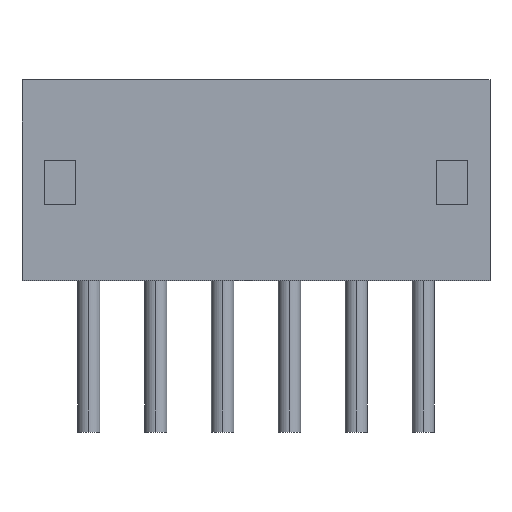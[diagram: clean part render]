
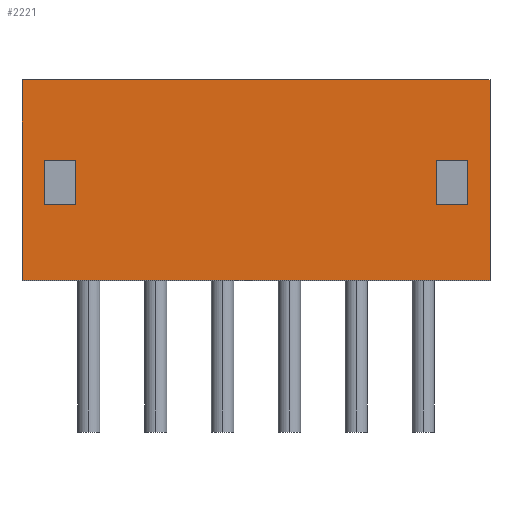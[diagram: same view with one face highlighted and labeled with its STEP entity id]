
A CAD part, top view. The second image highlights one B-rep face of the part: STEP entity #2221.
In plain terms, the highlighted planar face has unit normal (0, 0, 1).
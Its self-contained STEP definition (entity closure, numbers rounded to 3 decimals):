
#318 = DIRECTION ( 'NONE',  ( 0., -1., 0. ) ) ;
#319 = VECTOR ( 'NONE', #318, 1000. ) ;
#320 = CARTESIAN_POINT ( 'NONE',  ( 4.05, 2.7, 0. ) ) ;
#321 = LINE ( 'NONE', #320, #319 ) ;
#368 = VECTOR ( 'NONE', #465, 1000. ) ;
#369 = CARTESIAN_POINT ( 'NONE',  ( 4.75, 2.7, 0. ) ) ;
#370 = LINE ( 'NONE', #369, #368 ) ;
#371 = CARTESIAN_POINT ( 'NONE',  ( 4.75, 2.7, 0. ) ) ;
#372 = DIRECTION ( 'NONE',  ( -1., 0., 0. ) ) ;
#373 = VECTOR ( 'NONE', #372, 1000. ) ;
#374 = CARTESIAN_POINT ( 'NONE',  ( 4.75, 2.7, 0. ) ) ;
#375 = LINE ( 'NONE', #374, #373 ) ;
#376 = CARTESIAN_POINT ( 'NONE',  ( 4.05, 1.7, 0. ) ) ;
#377 = CARTESIAN_POINT ( 'NONE',  ( 4.05, 2.7, 0. ) ) ;
#378 = DIRECTION ( 'NONE',  ( -1., 0., 0. ) ) ;
#379 = VECTOR ( 'NONE', #378, 1000. ) ;
#380 = CARTESIAN_POINT ( 'NONE',  ( 5.25, 4.5, 0. ) ) ;
#381 = LINE ( 'NONE', #380, #379 ) ;
#382 = CARTESIAN_POINT ( 'NONE',  ( -5.25, 4.5, 0. ) ) ;
#449 = CARTESIAN_POINT ( 'NONE',  ( -4.75, 1.7, 0. ) ) ;
#450 = DIRECTION ( 'NONE',  ( 1., 0., 0. ) ) ;
#451 = VECTOR ( 'NONE', #450, 1000. ) ;
#452 = CARTESIAN_POINT ( 'NONE',  ( -4.75, 1.7, 0. ) ) ;
#453 = LINE ( 'NONE', #452, #451 ) ;
#454 = CARTESIAN_POINT ( 'NONE',  ( -4.05, 2.7, 0. ) ) ;
#455 = CARTESIAN_POINT ( 'NONE',  ( -4.05, 1.7, 0. ) ) ;
#456 = DIRECTION ( 'NONE',  ( 0., 1., 0. ) ) ;
#457 = VECTOR ( 'NONE', #456, 1000. ) ;
#458 = CARTESIAN_POINT ( 'NONE',  ( -4.05, 2.7, 0. ) ) ;
#459 = LINE ( 'NONE', #458, #457 ) ;
#460 = DIRECTION ( 'NONE',  ( 1., 0., 0. ) ) ;
#461 = VECTOR ( 'NONE', #460, 1000. ) ;
#462 = CARTESIAN_POINT ( 'NONE',  ( 4.75, 1.7, 0. ) ) ;
#463 = LINE ( 'NONE', #462, #461 ) ;
#464 = CARTESIAN_POINT ( 'NONE',  ( 4.75, 1.7, 0. ) ) ;
#465 = DIRECTION ( 'NONE',  ( 0., 1., 0. ) ) ;
#505 = DIRECTION ( 'NONE',  ( 0., -1., 0. ) ) ;
#506 = VECTOR ( 'NONE', #505, 1000. ) ;
#507 = CARTESIAN_POINT ( 'NONE',  ( 5.25, 0., 0. ) ) ;
#508 = LINE ( 'NONE', #507, #506 ) ;
#509 = CARTESIAN_POINT ( 'NONE',  ( 5.25, 0., 0. ) ) ;
#510 = DIRECTION ( 'NONE',  ( -1., 0., 0. ) ) ;
#511 = VECTOR ( 'NONE', #510, 1000. ) ;
#512 = CARTESIAN_POINT ( 'NONE',  ( 5.25, 0., 0. ) ) ;
#513 = LINE ( 'NONE', #512, #511 ) ;
#514 = CARTESIAN_POINT ( 'NONE',  ( -5.25, 0., 0. ) ) ;
#515 = DIRECTION ( 'NONE',  ( 0., -1., 0. ) ) ;
#516 = VECTOR ( 'NONE', #515, 1000. ) ;
#517 = CARTESIAN_POINT ( 'NONE',  ( -5.25, 0., 0. ) ) ;
#518 = LINE ( 'NONE', #517, #516 ) ;
#519 = DIRECTION ( 'NONE',  ( -1., 0., 0. ) ) ;
#520 = VECTOR ( 'NONE', #519, 1000. ) ;
#521 = CARTESIAN_POINT ( 'NONE',  ( -4.75, 2.7, 0. ) ) ;
#522 = LINE ( 'NONE', #521, #520 ) ;
#523 = CARTESIAN_POINT ( 'NONE',  ( -4.75, 2.7, 0. ) ) ;
#524 = DIRECTION ( 'NONE',  ( 0., -1., 0. ) ) ;
#525 = VECTOR ( 'NONE', #524, 1000. ) ;
#526 = CARTESIAN_POINT ( 'NONE',  ( -4.75, 2.7, 0. ) ) ;
#527 = LINE ( 'NONE', #526, #525 ) ;
#646 = FACE_OUTER_BOUND ( 'NONE', #2168, .T. ) ;
#647 = FACE_BOUND ( 'NONE', #2155, .T. ) ;
#648 = FACE_BOUND ( 'NONE', #2222, .T. ) ;
#682 = DIRECTION ( 'NONE',  ( -1., 0., 0. ) ) ;
#683 = DIRECTION ( 'NONE',  ( 0., 0., -1. ) ) ;
#684 = CARTESIAN_POINT ( 'NONE',  ( 5.25, 0., 0. ) ) ;
#685 = AXIS2_PLACEMENT_3D ( 'NONE', #684, #683, #682 ) ;
#686 = PLANE ( 'NONE',  #685 ) ;
#1273 = CARTESIAN_POINT ( 'NONE',  ( 5.25, 4.5, 0. ) ) ;
#2129 = EDGE_CURVE ( 'NONE', #2145, #2146, #321, .T. ) ;
#2142 = VERTEX_POINT ( 'NONE', #382 ) ;
#2144 = EDGE_CURVE ( 'NONE', #2408, #2142, #381, .T. ) ;
#2145 = VERTEX_POINT ( 'NONE', #377 ) ;
#2146 = VERTEX_POINT ( 'NONE', #376 ) ;
#2147 = ORIENTED_EDGE ( 'NONE', *, *, #2148, .F. ) ;
#2148 = EDGE_CURVE ( 'NONE', #2149, #2145, #375, .T. ) ;
#2149 = VERTEX_POINT ( 'NONE', #371 ) ;
#2150 = ORIENTED_EDGE ( 'NONE', *, *, #2151, .F. ) ;
#2151 = EDGE_CURVE ( 'NONE', #2152, #2149, #370, .T. ) ;
#2152 = VERTEX_POINT ( 'NONE', #464 ) ;
#2153 = ORIENTED_EDGE ( 'NONE', *, *, #2154, .F. ) ;
#2154 = EDGE_CURVE ( 'NONE', #2146, #2152, #463, .T. ) ;
#2155 = EDGE_LOOP ( 'NONE', ( #2156, #2160, #2163, #2166 ) ) ;
#2156 = ORIENTED_EDGE ( 'NONE', *, *, #2157, .F. ) ;
#2157 = EDGE_CURVE ( 'NONE', #2158, #2159, #459, .T. ) ;
#2158 = VERTEX_POINT ( 'NONE', #455 ) ;
#2159 = VERTEX_POINT ( 'NONE', #454 ) ;
#2160 = ORIENTED_EDGE ( 'NONE', *, *, #2161, .F. ) ;
#2161 = EDGE_CURVE ( 'NONE', #2162, #2158, #453, .T. ) ;
#2162 = VERTEX_POINT ( 'NONE', #449 ) ;
#2163 = ORIENTED_EDGE ( 'NONE', *, *, #2164, .F. ) ;
#2164 = EDGE_CURVE ( 'NONE', #2165, #2162, #527, .T. ) ;
#2165 = VERTEX_POINT ( 'NONE', #523 ) ;
#2166 = ORIENTED_EDGE ( 'NONE', *, *, #2167, .F. ) ;
#2167 = EDGE_CURVE ( 'NONE', #2159, #2165, #522, .T. ) ;
#2168 = EDGE_LOOP ( 'NONE', ( #2169, #2172, #2175, #2269 ) ) ;
#2169 = ORIENTED_EDGE ( 'NONE', *, *, #2170, .T. ) ;
#2170 = EDGE_CURVE ( 'NONE', #2142, #2171, #518, .T. ) ;
#2171 = VERTEX_POINT ( 'NONE', #514 ) ;
#2172 = ORIENTED_EDGE ( 'NONE', *, *, #2173, .F. ) ;
#2173 = EDGE_CURVE ( 'NONE', #2174, #2171, #513, .T. ) ;
#2174 = VERTEX_POINT ( 'NONE', #509 ) ;
#2175 = ORIENTED_EDGE ( 'NONE', *, *, #2176, .F. ) ;
#2176 = EDGE_CURVE ( 'NONE', #2408, #2174, #508, .T. ) ;
#2221 = ADVANCED_FACE ( 'NONE', ( #648, #647, #646 ), #686, .F. ) ;
#2222 = EDGE_LOOP ( 'NONE', ( #2223, #2147, #2150, #2153 ) ) ;
#2223 = ORIENTED_EDGE ( 'NONE', *, *, #2129, .F. ) ;
#2269 = ORIENTED_EDGE ( 'NONE', *, *, #2144, .T. ) ;
#2408 = VERTEX_POINT ( 'NONE', #1273 ) ;
